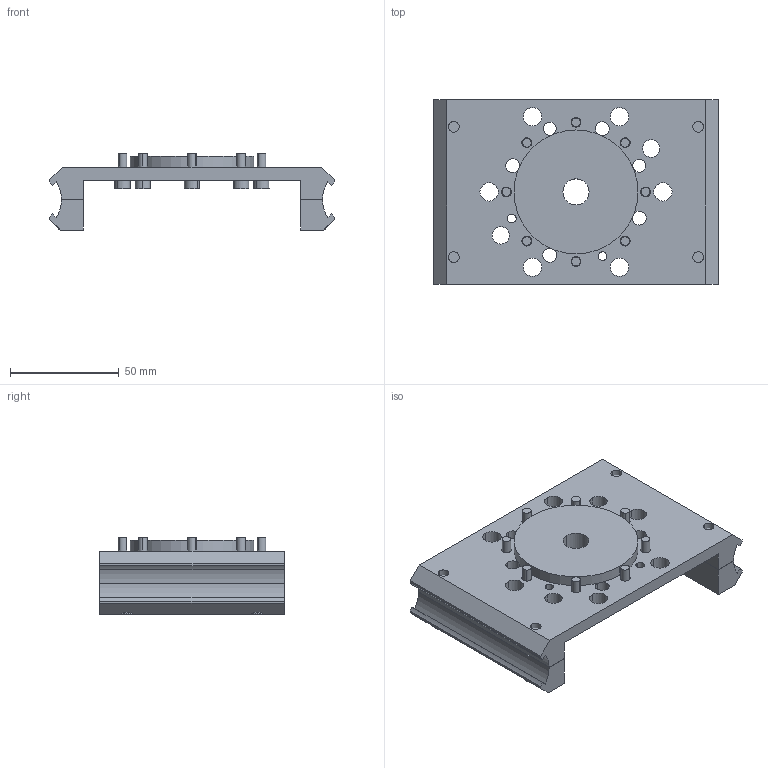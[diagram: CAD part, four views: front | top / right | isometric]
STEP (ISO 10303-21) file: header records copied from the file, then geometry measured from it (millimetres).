
FILE_DESCRIPTION (( 'STEP AP203' ), '1' );
FILE_NAME ('10.01.49.00028.step', '2022-11-07T19:15:23', ( '' ), ( '' ), 'SwSTEP 2.0', 'SolidWorks 2021', '' );
FILE_SCHEMA (( 'CONFIG_CONTROL_DESIGN' ));
Length unit declared in the file: millimetre
Products named in the file (1): 10.01.49.00028
Bounding box: 131 x 85 x 35 mm (x, y, z)
Volume: 116190.2 mm3; surface area: 53779.6 mm2
Topology: 16 solids, 16 shells, 245 faces, 600 edges, 400 vertices
Faces by surface type: cylinder 172, plane 73
Entity records: 7657 total; most frequent: DIRECTION 1436, CARTESIAN_POINT 1258, ORIENTED_EDGE 1200, EDGE_CURVE 600, AXIS2_PLACEMENT_3D 594, VERTEX_POINT 400, EDGE_LOOP 362, CIRCLE 348
